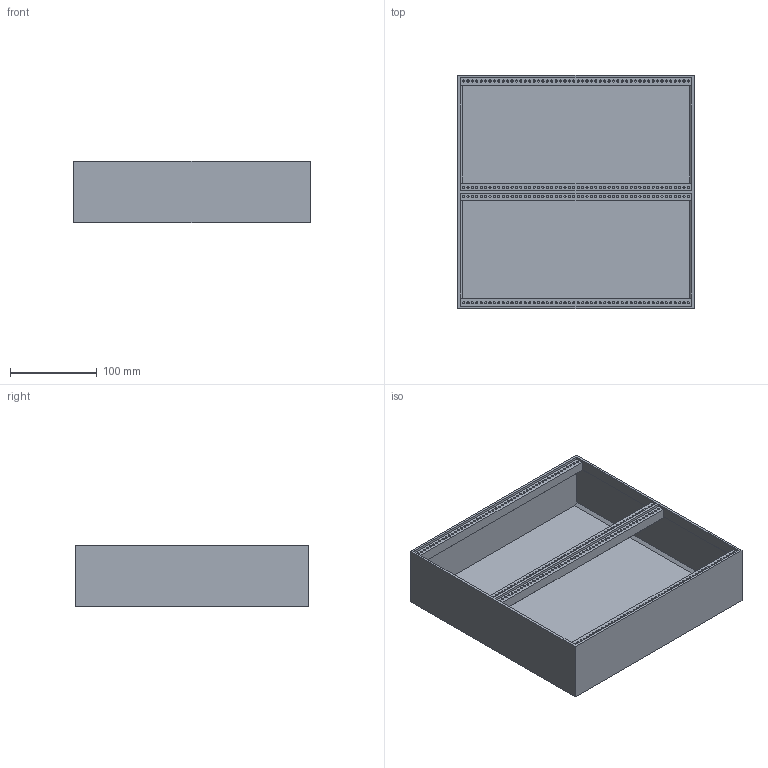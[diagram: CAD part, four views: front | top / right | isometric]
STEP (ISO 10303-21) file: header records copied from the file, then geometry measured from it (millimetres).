
FILE_DESCRIPTION(('HOOPS Exchange Step'),'2;1');
FILE_NAME('6U52hp-71mm-2.5hole.translucent.stp','2025-04-23T16:14:48+08:00',('kevin'),('Unknown organisation'),'HOOPS Exchange 2023.2','HOOPS Exchange','Unknown authorisation');
FILE_SCHEMA( ('AP203_CONFIGURATION_CONTROLLED_3D_DESIGN_OF_MECHANICAL_PARTS_AND_ASSEMBLIES_MIM_LF') );
Length unit declared in the file: millimetre
Products named in the file (1): 6U52hp-71mm-2.5hole.translucent
Bounding box: 271.9 x 269 x 71 mm (x, y, z)
Volume: 517879.7 mm3; surface area: 338410.3 mm2
Topology: 1 solids, 1 shells, 468 faces, 965 edges, 711 vertices
Faces by surface type: plane 256, cylinder 212
Full cylindrical faces by diameter (mm): 2.5 x208, 13 x4
Entity records: 13014 total; most frequent: DIRECTION 2539, CARTESIAN_POINT 2145, ORIENTED_EDGE 1930, AXIS2_PLACEMENT_3D 1105, EDGE_CURVE 965, VERTEX_POINT 711, EDGE_LOOP 684, FACE_BOUND 684
